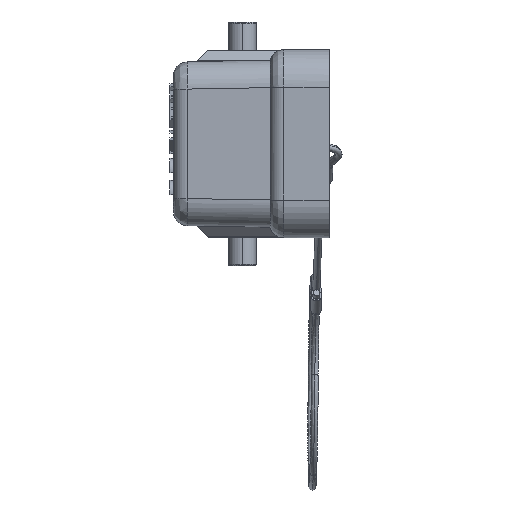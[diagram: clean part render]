
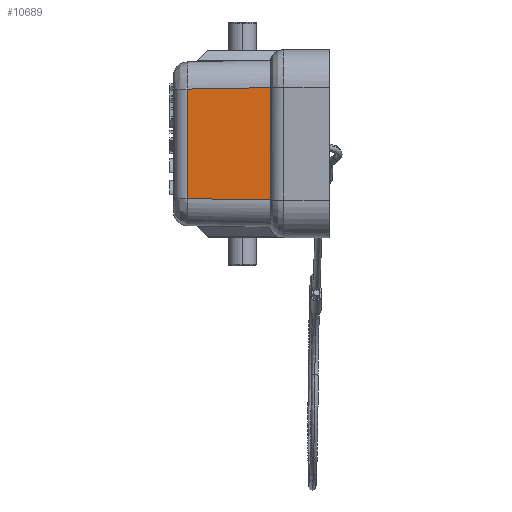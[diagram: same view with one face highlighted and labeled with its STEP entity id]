
A CAD part, left-side view. The second image highlights one B-rep face of the part: STEP entity #10689.
In plain terms, the highlighted planar face has unit normal (-1, 0.018, 0).
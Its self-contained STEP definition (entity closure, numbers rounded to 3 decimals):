
#86=CARTESIAN_POINT('',(-11.764,13.535,7.864));
#126=DIRECTION('',(0.,0.,-1.));
#127=VECTOR('',#126,16.145);
#128=CARTESIAN_POINT('',(-11.972,1.6,8.073));
#129=LINE('',#128,#127);
#3152=DIRECTION('',(0.,0.,1.));
#3153=VECTOR('',#3152,15.729);
#3154=CARTESIAN_POINT('',(-11.764,13.535,
-7.864));
#3155=LINE('',#3154,#3153);
#3917=DIRECTION('',(0.017,1.,-0.017));
#3918=VECTOR('',#3917,11.939);
#3919=CARTESIAN_POINT('',(-11.972,1.6,8.073));
#3920=LINE('',#3919,#3918);
#3921=DIRECTION('',(-0.017,-1.,-0.017));
#3922=VECTOR('',#3921,11.939);
#3923=CARTESIAN_POINT('',(-11.764,13.535,
-7.864));
#3924=LINE('',#3923,#3922);
#4445=CARTESIAN_POINT('',(-11.972,1.6,8.073));
#4446=CARTESIAN_POINT('',(-11.972,1.6,
-8.073));
#4447=VERTEX_POINT('',#4445);
#4448=VERTEX_POINT('',#4446);
#4530=VERTEX_POINT('',#86);
#4531=CARTESIAN_POINT('',(-11.764,13.535,
-7.864));
#4532=VERTEX_POINT('',#4531);
#10678=CARTESIAN_POINT('',(-12.,0.,-13.448));
#10679=DIRECTION('',(-1.,0.017,0.));
#10680=DIRECTION('',(-0.017,-1.,0.));
#10681=AXIS2_PLACEMENT_3D('',#10678,#10679,#10680);
#10682=PLANE('',#10681);
#10683=ORIENTED_EDGE('',*,*,#4954,.F.);
#10684=ORIENTED_EDGE('',*,*,#5079,.T.);
#10685=ORIENTED_EDGE('',*,*,#10669,.F.);
#10686=ORIENTED_EDGE('',*,*,#9615,.T.);
#10687=EDGE_LOOP('',(#10683,#10684,#10685,#10686));
#10688=FACE_OUTER_BOUND('',#10687,.F.);
#10689=ADVANCED_FACE('',(#10688),#10682,.T.);
#4954=EDGE_CURVE('',#4447,#4530,#3920,.T.);
#5079=EDGE_CURVE('',#4447,#4448,#129,.T.);
#9615=EDGE_CURVE('',#4532,#4530,#3155,.T.);
#10669=EDGE_CURVE('',#4532,#4448,#3924,.T.);
